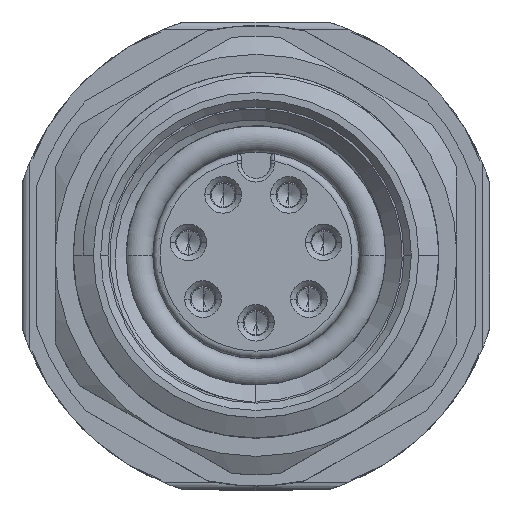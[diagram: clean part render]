
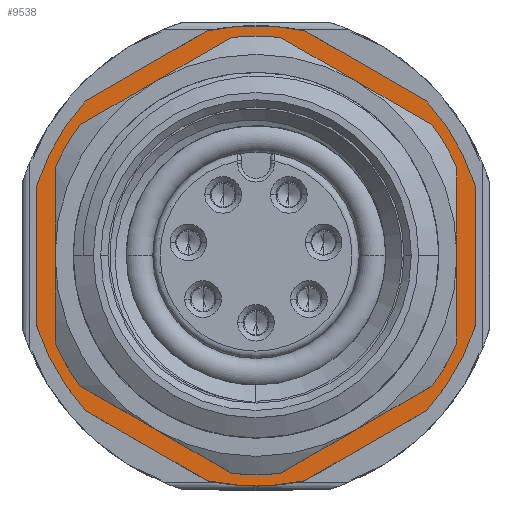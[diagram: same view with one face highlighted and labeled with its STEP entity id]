
A CAD part, top view. The second image highlights one B-rep face of the part: STEP entity #9538.
In plain terms, the highlighted planar face has unit normal (0, 0, 1).
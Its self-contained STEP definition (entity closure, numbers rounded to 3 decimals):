
#6113=CARTESIAN_POINT('',(0.,0.,-3.8));
#6114=DIRECTION('',(0.,0.,-1.));
#6115=DIRECTION('',(-0.212,0.977,0.));
#6116=AXIS2_PLACEMENT_3D('',#6113,#6114,#6115);
#6118=DIRECTION('',(0.866,-0.5,0.));
#6119=VECTOR('',#6118,3.842);
#6120=CARTESIAN_POINT('',(1.336,6.157,-3.8));
#6121=LINE('',#6120,#6119);
#6122=CARTESIAN_POINT('',(0.,0.,-3.8));
#6123=DIRECTION('',(0.,0.,-1.));
#6124=DIRECTION('',(0.74,0.672,0.));
#6125=AXIS2_PLACEMENT_3D('',#6122,#6123,#6124);
#6127=DIRECTION('',(0.,-1.,0.));
#6128=VECTOR('',#6127,3.842);
#6129=CARTESIAN_POINT('',(6.,1.921,-3.8));
#6130=LINE('',#6129,#6128);
#6131=CARTESIAN_POINT('',(0.,0.,-3.8));
#6132=DIRECTION('',(0.,0.,-1.));
#6133=DIRECTION('',(0.952,-0.305,0.));
#6134=AXIS2_PLACEMENT_3D('',#6131,#6132,#6133);
#6136=DIRECTION('',(-0.866,-0.5,0.));
#6137=VECTOR('',#6136,3.842);
#6138=CARTESIAN_POINT('',(4.664,-4.236,-3.8));
#6139=LINE('',#6138,#6137);
#6140=CARTESIAN_POINT('',(0.,0.,-3.8));
#6141=DIRECTION('',(0.,0.,-1.));
#6142=DIRECTION('',(0.212,-0.977,0.));
#6143=AXIS2_PLACEMENT_3D('',#6140,#6141,#6142);
#6145=DIRECTION('',(-0.866,0.5,0.));
#6146=VECTOR('',#6145,3.842);
#6147=CARTESIAN_POINT('',(-1.336,-6.157,-3.8));
#6148=LINE('',#6147,#6146);
#6149=CARTESIAN_POINT('',(0.,0.,-3.8));
#6150=DIRECTION('',(0.,0.,-1.));
#6151=DIRECTION('',(-0.74,-0.672,0.));
#6152=AXIS2_PLACEMENT_3D('',#6149,#6150,#6151);
#6154=DIRECTION('',(0.,1.,0.));
#6155=VECTOR('',#6154,3.842);
#6156=CARTESIAN_POINT('',(-6.,-1.921,-3.8));
#6157=LINE('',#6156,#6155);
#6158=CARTESIAN_POINT('',(0.,0.,-3.8));
#6159=DIRECTION('',(0.,0.,-1.));
#6160=DIRECTION('',(-0.952,0.305,0.));
#6161=AXIS2_PLACEMENT_3D('',#6158,#6159,#6160);
#6163=DIRECTION('',(0.866,0.5,0.));
#6164=VECTOR('',#6163,3.842);
#6165=CARTESIAN_POINT('',(-4.664,4.236,-3.8));
#6166=LINE('',#6165,#6164);
#6167=CARTESIAN_POINT('',(0.,0.,-3.8));
#6168=DIRECTION('',(0.,0.,1.));
#6169=DIRECTION('',(-1.,0.,0.));
#6170=AXIS2_PLACEMENT_3D('',#6167,#6168,#6169);
#6172=CARTESIAN_POINT('',(0.,0.,-3.8));
#6173=DIRECTION('',(0.,0.,1.));
#6174=DIRECTION('',(1.,0.,0.));
#6175=AXIS2_PLACEMENT_3D('',#6172,#6173,#6174);
#8783=CARTESIAN_POINT('',(-1.336,6.157,-3.8));
#8784=CARTESIAN_POINT('',(1.336,6.157,-3.8));
#8785=VERTEX_POINT('',#8783);
#8786=VERTEX_POINT('',#8784);
#8787=CARTESIAN_POINT('',(4.664,4.236,-3.8));
#8788=VERTEX_POINT('',#8787);
#8789=CARTESIAN_POINT('',(6.,1.921,-3.8));
#8790=VERTEX_POINT('',#8789);
#8791=CARTESIAN_POINT('',(6.,-1.921,-3.8));
#8792=VERTEX_POINT('',#8791);
#8793=CARTESIAN_POINT('',(4.664,-4.236,-3.8));
#8794=VERTEX_POINT('',#8793);
#8795=CARTESIAN_POINT('',(1.336,-6.157,-3.8));
#8796=VERTEX_POINT('',#8795);
#8797=CARTESIAN_POINT('',(-1.336,-6.157,-3.8));
#8798=VERTEX_POINT('',#8797);
#8799=CARTESIAN_POINT('',(-4.664,-4.236,-3.8));
#8800=VERTEX_POINT('',#8799);
#8801=CARTESIAN_POINT('',(-6.,-1.921,-3.8));
#8802=VERTEX_POINT('',#8801);
#8803=CARTESIAN_POINT('',(-6.,1.921,-3.8));
#8804=VERTEX_POINT('',#8803);
#8805=CARTESIAN_POINT('',(-4.664,4.236,-3.8));
#8806=VERTEX_POINT('',#8805);
#8825=CARTESIAN_POINT('',(-4.7,0.,-3.8));
#8826=CARTESIAN_POINT('',(4.7,0.,-3.8));
#8827=VERTEX_POINT('',#8825);
#8828=VERTEX_POINT('',#8826);
#9501=CARTESIAN_POINT('',(0.,0.,-3.8));
#9502=DIRECTION('',(0.,0.,-1.));
#9503=DIRECTION('',(-1.,0.,0.));
#9504=AXIS2_PLACEMENT_3D('',#9501,#9502,#9503);
#9505=PLANE('',#9504);
#9507=ORIENTED_EDGE('',*,*,#9506,.T.);
#9509=ORIENTED_EDGE('',*,*,#9508,.T.);
#9511=ORIENTED_EDGE('',*,*,#9510,.T.);
#9513=ORIENTED_EDGE('',*,*,#9512,.T.);
#9515=ORIENTED_EDGE('',*,*,#9514,.T.);
#9517=ORIENTED_EDGE('',*,*,#9516,.T.);
#9519=ORIENTED_EDGE('',*,*,#9518,.T.);
#9521=ORIENTED_EDGE('',*,*,#9520,.T.);
#9523=ORIENTED_EDGE('',*,*,#9522,.T.);
#9525=ORIENTED_EDGE('',*,*,#9524,.T.);
#9527=ORIENTED_EDGE('',*,*,#9526,.T.);
#9529=ORIENTED_EDGE('',*,*,#9528,.T.);
#9530=EDGE_LOOP('',(#9507,#9509,#9511,#9513,#9515,#9517,#9519,#9521,#9523,#9525,
#9527,#9529));
#9531=FACE_OUTER_BOUND('',#9530,.F.);
#9533=ORIENTED_EDGE('',*,*,#9532,.T.);
#9535=ORIENTED_EDGE('',*,*,#9534,.T.);
#9536=EDGE_LOOP('',(#9533,#9535));
#9537=FACE_BOUND('',#9536,.F.);
#6117=CIRCLE('',#6116,6.3);
#6126=CIRCLE('',#6125,6.3);
#6135=CIRCLE('',#6134,6.3);
#6144=CIRCLE('',#6143,6.3);
#6153=CIRCLE('',#6152,6.3);
#6162=CIRCLE('',#6161,6.3);
#6171=CIRCLE('',#6170,4.7);
#6176=CIRCLE('',#6175,4.7);
#9506=EDGE_CURVE('',#8785,#8786,#6117,.T.);
#9508=EDGE_CURVE('',#8786,#8788,#6121,.T.);
#9510=EDGE_CURVE('',#8788,#8790,#6126,.T.);
#9512=EDGE_CURVE('',#8790,#8792,#6130,.T.);
#9514=EDGE_CURVE('',#8792,#8794,#6135,.T.);
#9516=EDGE_CURVE('',#8794,#8796,#6139,.T.);
#9518=EDGE_CURVE('',#8796,#8798,#6144,.T.);
#9520=EDGE_CURVE('',#8798,#8800,#6148,.T.);
#9522=EDGE_CURVE('',#8800,#8802,#6153,.T.);
#9524=EDGE_CURVE('',#8802,#8804,#6157,.T.);
#9526=EDGE_CURVE('',#8804,#8806,#6162,.T.);
#9528=EDGE_CURVE('',#8806,#8785,#6166,.T.);
#9532=EDGE_CURVE('',#8827,#8828,#6171,.T.);
#9534=EDGE_CURVE('',#8828,#8827,#6176,.T.);
#9538=ADVANCED_FACE('',(#9531,#9537),#9505,.F.);
